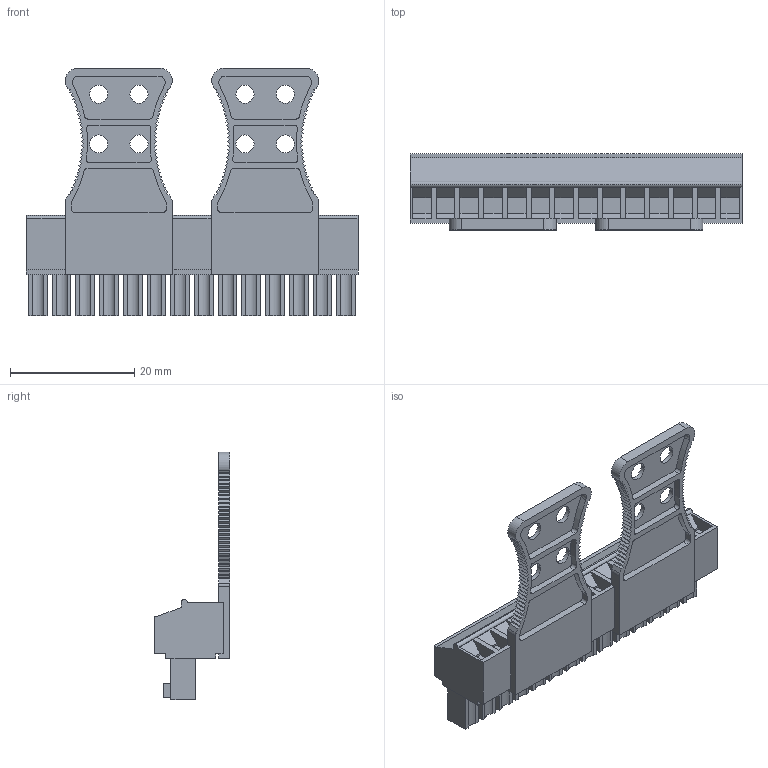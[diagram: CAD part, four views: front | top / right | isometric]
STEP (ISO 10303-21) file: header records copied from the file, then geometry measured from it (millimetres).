
FILE_DESCRIPTION(('CATIA V5 STEP Exchange','CAx-IF Rec.Pracs.--- Model Styling and Organization---1.2---2011-12-15'),'2;1');
FILE_NAME ('D1450059_0_1236390000_1236390000.stp','2018-09-19T12:02:55+00:00',('none'),('Weidmueller'),'CATIA Version 5-6 Release 2014','CATIA V5 STEP AP214','none');
FILE_SCHEMA(('AUTOMOTIVE_DESIGN { 1 0 10303 214 1 1 1 1 }'));
Length unit declared in the file: millimetre
Products named in the file (1): 1236390000
Bounding box: 53.34 x 12.2 x 39.75 mm (x, y, z)
Volume: 6183.1 mm3; surface area: 7156.2 mm2
Topology: 3 solids, 3 shells, 761 faces, 2075 edges, 1382 vertices
Faces by surface type: plane 603, cylinder 130, cone 28
Entity records: 22151 total; most frequent: ORIENTED_EDGE 4150, CARTESIAN_POINT 3934, DIRECTION 3027, EDGE_CURVE 2075, VECTOR 1759, LINE 1759, VERTEX_POINT 1382, EDGE_LOOP 839
